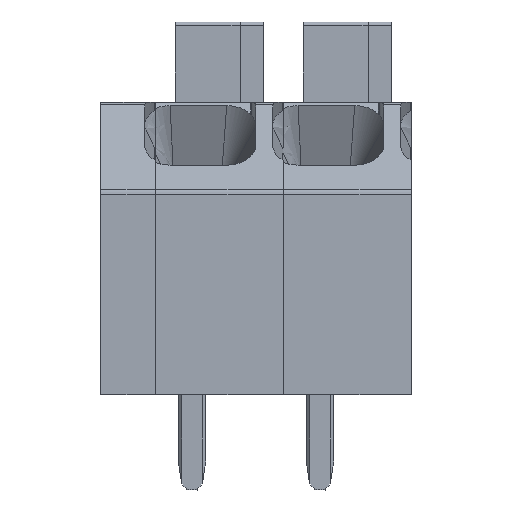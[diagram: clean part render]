
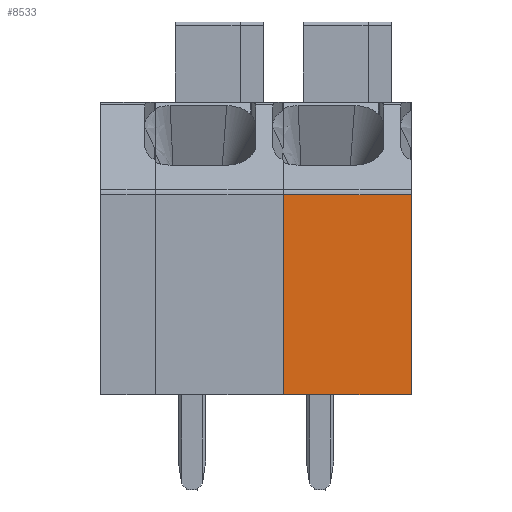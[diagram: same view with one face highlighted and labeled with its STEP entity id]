
A CAD part, front view. The second image highlights one B-rep face of the part: STEP entity #8533.
In plain terms, the highlighted planar face has unit normal (0, -1, 0).
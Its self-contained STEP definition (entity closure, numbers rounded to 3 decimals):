
#8533=ADVANCED_FACE('',(#18087),#18088,.T.);
#9031=EDGE_CURVE('',#18859,#18862,#18863,.T.);
#9245=EDGE_CURVE('',#19204,#18859,#19205,.F.);
#9247=EDGE_CURVE('',#19207,#19204,#19208,.F.);
#9249=EDGE_CURVE('',#19207,#18862,#19210,.F.);
#18087=FACE_OUTER_BOUND('',#35498,.T.);
#18088=PLANE('',#35499);
#18859=VERTEX_POINT('',#37919);
#18862=VERTEX_POINT('',#37923);
#18863=LINE('',#37924,#37925);
#19204=VERTEX_POINT('',#38495);
#19205=LINE('',#38496,#38497);
#19207=VERTEX_POINT('',#38500);
#19208=LINE('',#38501,#38502);
#19210=LINE('',#38505,#38506);
#35498=EDGE_LOOP('',(#53129,#53130,#53131,#53132));
#35499=AXIS2_PLACEMENT_3D('',#53133,#53134,#53135);
#37919=CARTESIAN_POINT('',(3.5,0.,5.478));
#37923=CARTESIAN_POINT('',(7.0,0.,5.478));
#37924=CARTESIAN_POINT('',(3.412,0.,5.478));
#37925=VECTOR('',#54925,1.0);
#38495=CARTESIAN_POINT('',(3.5,0.,0.));
#38496=CARTESIAN_POINT('',(3.5,0.,-0.168));
#38497=VECTOR('',#55145,1.0);
#38500=CARTESIAN_POINT('',(7.0,0.,0.0));
#38501=CARTESIAN_POINT('',(3.412,0.,0.0));
#38502=VECTOR('',#55146,1.0);
#38505=CARTESIAN_POINT('',(7.0,0.,-0.168));
#38506=VECTOR('',#55147,1.0);
#53129=ORIENTED_EDGE('',*,*,#9245,.F.);
#53130=ORIENTED_EDGE('',*,*,#9247,.F.);
#53131=ORIENTED_EDGE('',*,*,#9249,.T.);
#53132=ORIENTED_EDGE('',*,*,#9031,.F.);
#53133=CARTESIAN_POINT('',(3.412,0.,-0.137));
#53134=DIRECTION('',(0.,-1.0,0.0));
#53135=DIRECTION('',(0.0,0.0,-1.0));
#54925=DIRECTION('',(1.0,0.0,0.0));
#55145=DIRECTION('',(-0.0,-0.0,-1.0));
#55146=DIRECTION('',(1.0,0.,0.));
#55147=DIRECTION('',(-0.0,-0.0,-1.0));
